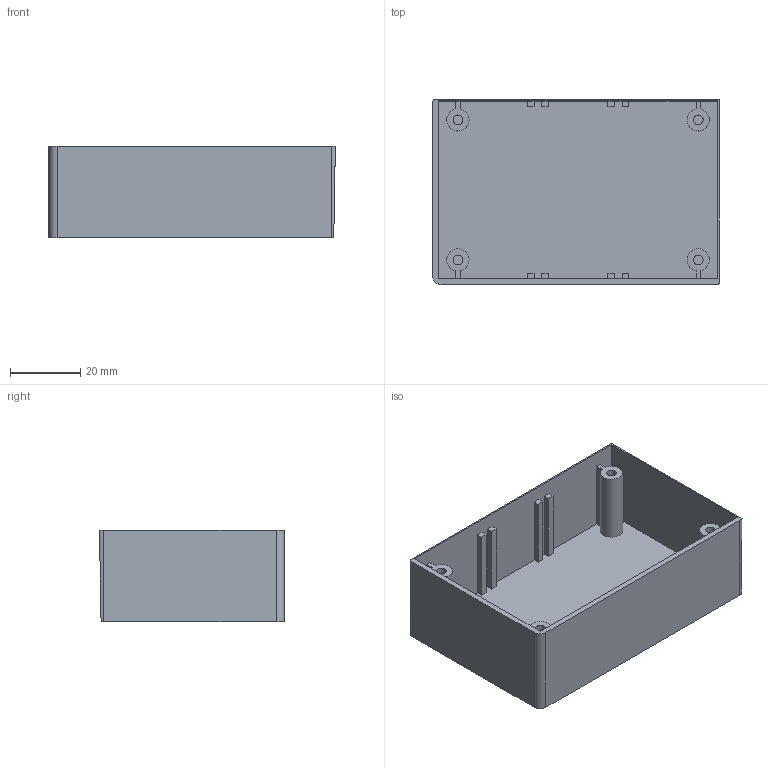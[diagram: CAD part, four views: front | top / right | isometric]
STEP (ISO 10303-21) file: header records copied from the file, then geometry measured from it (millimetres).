
FILE_DESCRIPTION(/* description */ (''),/* implementation_level */ '2;1');
FILE_NAME(/* name */ 'CU-1941 v3.stp',/* time_stamp */ '2017-07-26T10:15:33-04:00',/* author */ (''),/* organization */ (''),/* preprocessor_version */ 'ST-DEVELOPER v16.13',/* originating_system */ 'Autodesk Translation Framework v6.1.1.50',/* authorisation */ '');
FILE_SCHEMA (('AUTOMOTIVE_DESIGN { 1 0 10303 214 3 1 1 }'));
Length unit declared in the file: inch
Products named in the file (1): CU-1941 v3
Bounding box: 81.81 x 52.81 x 26.11 mm (x, y, z)
Volume: 15306.7 mm3; surface area: 25082.4 mm2
Topology: 5 solids, 5 shells, 78 faces, 201 edges, 134 vertices
Faces by surface type: plane 63, cylinder 15
Full cylindrical faces by diameter (mm): 2.769 x8
Entity records: 2353 total; most frequent: CARTESIAN_POINT 406, ORIENTED_EDGE 386, DIRECTION 383, EDGE_CURVE 193, LINE 161, VECTOR 161, VERTEX_POINT 134, AXIS2_PLACEMENT_3D 111
